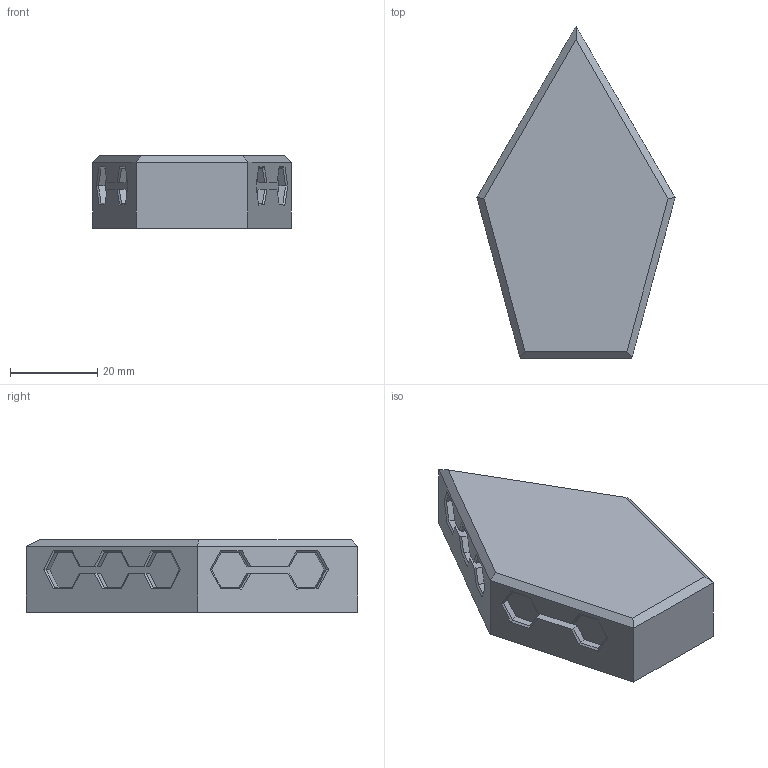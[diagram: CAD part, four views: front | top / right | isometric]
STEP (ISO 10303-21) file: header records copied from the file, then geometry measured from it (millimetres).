
FILE_DESCRIPTION(/* description */ ('','CAx-IF Rec.Pracs.---Representation and Presentation of Product Manufacturing Information (PMI)---4.0---2014-10-13'),/* implementation_level */ '2;1');
FILE_NAME(/* name */ 'wedge_30deg_0mm.step',/* time_stamp */ '2024-12-21T23:11:31-05:00',/* author */ (''),/* organization */ (''),/* preprocessor_version */ 'ST-DEVELOPER v20',/* originating_system */ 'Autodesk Translation Framework v13.20.0.188',/* authorisation */ '');
FILE_SCHEMA (('AP242_MANAGED_MODEL_BASED_3D_ENGINEERING_MIM_LF { 1 0 10303 442 1 1 4 }'));
Length unit declared in the file: millimetre
Products named in the file (1): wedge_30deg_0mm
Bounding box: 45.4 x 76.03 x 16.6 mm (x, y, z)
Volume: 35033.5 mm3; surface area: 8018.5 mm2
Topology: 1 solids, 1 shells, 148 faces, 373 edges, 231 vertices
Faces by surface type: plane 148
Entity records: 4306 total; most frequent: CARTESIAN_POINT 753, ORIENTED_EDGE 746, DIRECTION 671, LINE 373, VECTOR 373, EDGE_CURVE 373, VERTEX_POINT 231, EDGE_LOOP 152
